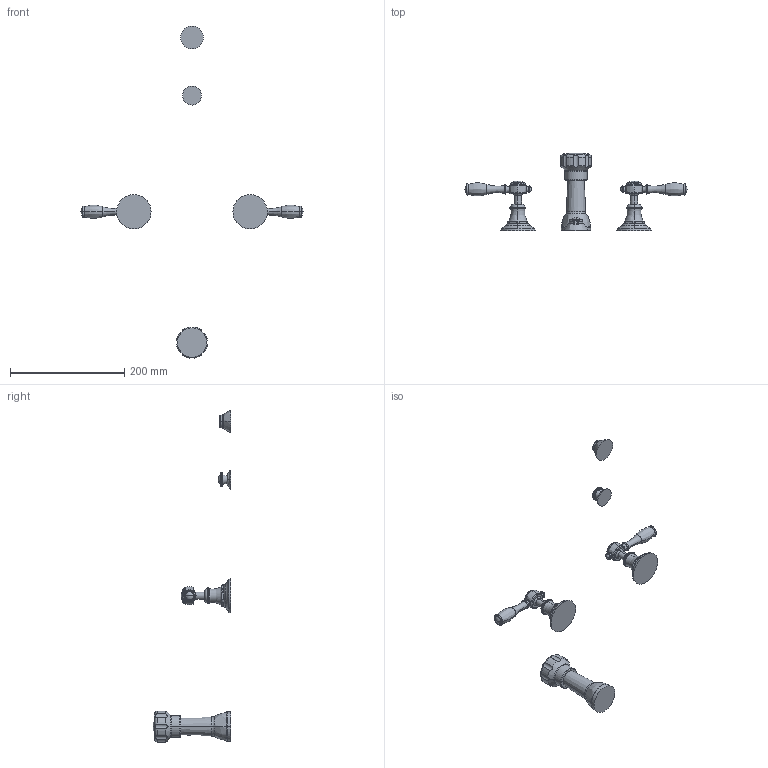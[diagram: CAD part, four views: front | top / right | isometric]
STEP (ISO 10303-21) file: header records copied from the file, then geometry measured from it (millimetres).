
FILE_DESCRIPTION((''),'2;1');
FILE_NAME('1779','2021-01-28T14:00:21',('jinson.thomas'),(''),'CREO PARAMETRIC BY PTC INC, 2018400','CREO PARAMETRIC BY PTC INC, 2018400','');
FILE_SCHEMA(('CONFIG_CONTROL_DESIGN'));
Length unit declared in the file: inch
Products named in the file (1): 1779
Bounding box: 388.42 x 135.97 x 580.53 mm (x, y, z)
Volume: 357006.9 mm3; surface area: 66893.6 mm2
Topology: 5 solids, 5 shells, 699 faces, 1266 edges, 800 vertices
Faces by surface type: plane 471, torus 110, cylinder 66, cone 22, sphere 16, bspline 14
Entity records: 25945 total; most frequent: CARTESIAN_POINT 12739, DIRECTION 2609, ORIENTED_EDGE 2500, EDGE_CURVE 1250, AXIS2_PLACEMENT_3D 1128, EDGE_LOOP 938, VERTEX_POINT 800, FACE_OUTER_BOUND 699
